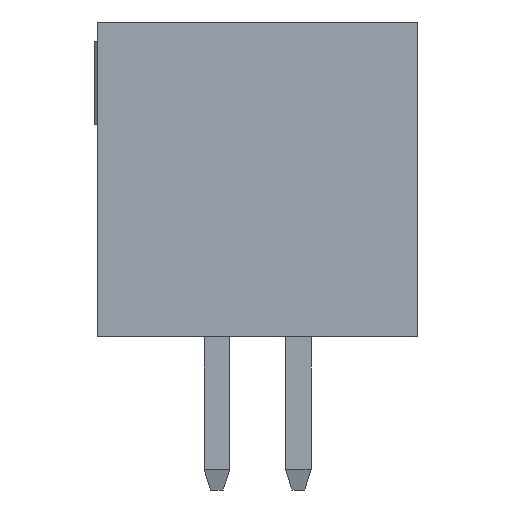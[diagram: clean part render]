
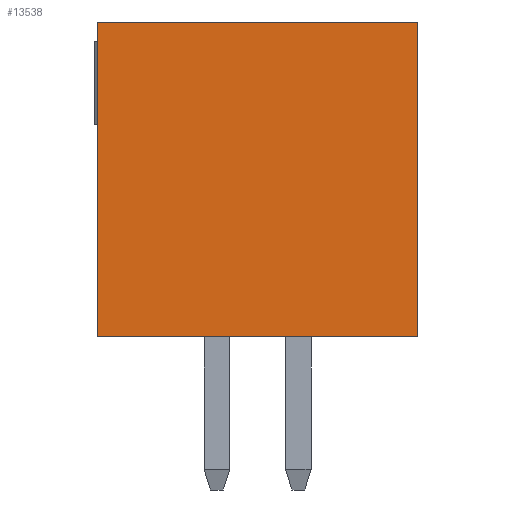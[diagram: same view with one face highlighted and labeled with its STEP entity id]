
A CAD part, front view. The second image highlights one B-rep face of the part: STEP entity #13538.
In plain terms, the highlighted face is planar.
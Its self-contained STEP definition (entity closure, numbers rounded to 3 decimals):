
#631=ORIENTED_EDGE('',*,*,#3173,.F.);
#632=ORIENTED_EDGE('',*,*,#3174,.F.);
#633=ORIENTED_EDGE('',*,*,#3175,.T.);
#634=ORIENTED_EDGE('',*,*,#3176,.T.);
#3173=EDGE_CURVE('',#4436,#4437,#5385,.T.);
#3174=EDGE_CURVE('',#4438,#4436,#5386,.T.);
#3175=EDGE_CURVE('',#4438,#4439,#5387,.T.);
#3176=EDGE_CURVE('',#4439,#4437,#5388,.T.);
#4436=VERTEX_POINT('',#17862);
#4437=VERTEX_POINT('',#17863);
#4438=VERTEX_POINT('',#17865);
#4439=VERTEX_POINT('',#17867);
#5385=LINE('',#17861,#6761);
#5386=LINE('',#17864,#6762);
#5387=LINE('',#17866,#6763);
#5388=LINE('',#17868,#6764);
#6761=VECTOR('',#15197,1000.);
#6762=VECTOR('',#15198,1000.);
#6763=VECTOR('',#15199,1000.);
#6764=VECTOR('',#15200,1000.);
#7864=EDGE_LOOP('',(#631,#632,#633,#634));
#8448=FACE_BOUND('',#7864,.T.);
#9032=PLANE('',#14108);
#13538=ADVANCED_FACE('',(#8448),#9032,.T.);
#14108=AXIS2_PLACEMENT_3D('',#17860,#15195,#15196);
#15195=DIRECTION('',(1.,0.,0.));
#15196=DIRECTION('',(0.,0.,-1.));
#15197=DIRECTION('',(0.,0.,-1.));
#15198=DIRECTION('',(0.,1.,0.));
#15199=DIRECTION('',(0.,0.,-1.));
#15200=DIRECTION('',(0.,1.,0.));
#17860=CARTESIAN_POINT('',(9.525,-2.5,2.45));
#17861=CARTESIAN_POINT('',(9.525,2.5,2.45));
#17862=CARTESIAN_POINT('',(9.525,2.5,2.45));
#17863=CARTESIAN_POINT('',(9.525,2.5,-2.45));
#17864=CARTESIAN_POINT('',(9.525,-2.5,2.45));
#17865=CARTESIAN_POINT('',(9.525,-2.5,2.45));
#17866=CARTESIAN_POINT('',(9.525,-2.5,2.45));
#17867=CARTESIAN_POINT('',(9.525,-2.5,-2.45));
#17868=CARTESIAN_POINT('',(9.525,-2.5,-2.45));
